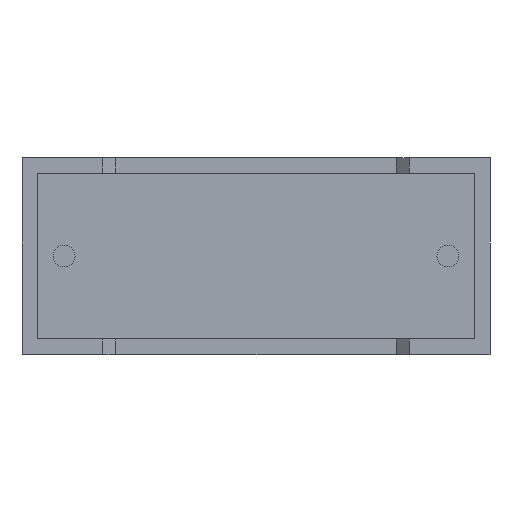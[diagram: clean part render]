
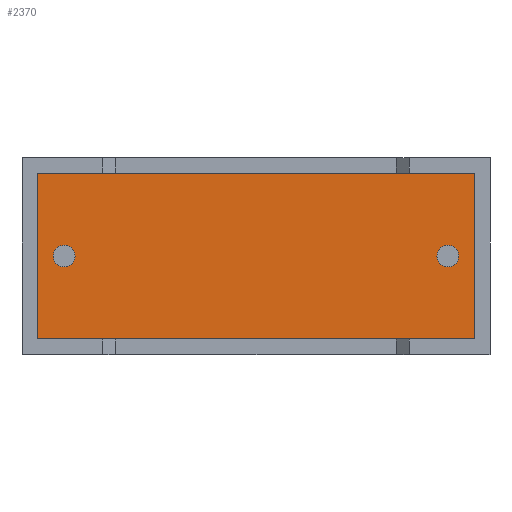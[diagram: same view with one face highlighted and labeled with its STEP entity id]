
A CAD part, front view. The second image highlights one B-rep face of the part: STEP entity #2370.
In plain terms, the highlighted planar face has unit normal (0, -1, 0).
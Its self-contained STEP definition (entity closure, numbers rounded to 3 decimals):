
#55 = CARTESIAN_POINT ( 'NONE',  ( 0.61, 0.75, 0.61 ) ) ;
#59 = FACE_OUTER_BOUND ( 'NONE', #2094, .T. ) ;
#166 = VECTOR ( 'NONE', #2950, 1000. ) ;
#194 = VERTEX_POINT ( 'NONE', #1377 ) ;
#234 = VERTEX_POINT ( 'NONE', #1773 ) ;
#259 = VERTEX_POINT ( 'NONE', #2736 ) ;
#291 = VERTEX_POINT ( 'NONE', #2356 ) ;
#373 = AXIS2_PLACEMENT_3D ( 'NONE', #2302, #1607, #2529 ) ;
#398 = ORIENTED_EDGE ( 'NONE', *, *, #1684, .F. ) ;
#485 = VERTEX_POINT ( 'NONE', #2746 ) ;
#509 = VECTOR ( 'NONE', #2568, 1000. ) ;
#690 = EDGE_CURVE ( 'NONE', #194, #234, #1896, .T. ) ;
#833 = DIRECTION ( 'NONE',  ( 0., -1., 0. ) ) ;
#878 = CIRCLE ( 'NONE', #373, 0.425 ) ;
#901 = VERTEX_POINT ( 'NONE', #1299 ) ;
#952 = EDGE_LOOP ( 'NONE', ( #1698, #2410 ) ) ;
#990 = PLANE ( 'NONE',  #1668 ) ;
#1003 = CARTESIAN_POINT ( 'NONE',  ( 0.61, 0.75, 7.09 ) ) ;
#1018 = CARTESIAN_POINT ( 'NONE',  ( 16.65, 0.75, 3.85 ) ) ;
#1099 = CARTESIAN_POINT ( 'NONE',  ( 17.69, 0.75, 0.61 ) ) ;
#1131 = DIRECTION ( 'NONE',  ( -1., 0., 0. ) ) ;
#1151 = DIRECTION ( 'NONE',  ( 0., -1., 0. ) ) ;
#1188 = VERTEX_POINT ( 'NONE', #1524 ) ;
#1247 = VERTEX_POINT ( 'NONE', #1493 ) ;
#1278 = AXIS2_PLACEMENT_3D ( 'NONE', #1345, #1151, #2766 ) ;
#1299 = CARTESIAN_POINT ( 'NONE',  ( 0.61, 0.75, 7.09 ) ) ;
#1345 = CARTESIAN_POINT ( 'NONE',  ( 16.65, 0.75, 3.85 ) ) ;
#1377 = CARTESIAN_POINT ( 'NONE',  ( 1.65, 0.75, 3.425 ) ) ;
#1492 = DIRECTION ( 'NONE',  ( 0., 0., -1. ) ) ;
#1493 = CARTESIAN_POINT ( 'NONE',  ( 0.61, 0.75, 0.61 ) ) ;
#1500 = FACE_BOUND ( 'NONE', #952, .T. ) ;
#1524 = CARTESIAN_POINT ( 'NONE',  ( 16.65, 0.75, 3.425 ) ) ;
#1556 = DIRECTION ( 'NONE',  ( 0., -1., 0. ) ) ;
#1607 = DIRECTION ( 'NONE',  ( 0., -1., 0. ) ) ;
#1608 = ORIENTED_EDGE ( 'NONE', *, *, #1650, .T. ) ;
#1647 = LINE ( 'NONE', #1003, #509 ) ;
#1650 = EDGE_CURVE ( 'NONE', #901, #1247, #1647, .T. ) ;
#1668 = AXIS2_PLACEMENT_3D ( 'NONE', #2916, #1556, #2903 ) ;
#1684 = EDGE_CURVE ( 'NONE', #1188, #485, #2238, .T. ) ;
#1698 = ORIENTED_EDGE ( 'NONE', *, *, #2149, .F. ) ;
#1735 = ORIENTED_EDGE ( 'NONE', *, *, #1740, .T. ) ;
#1740 = EDGE_CURVE ( 'NONE', #259, #291, #2690, .T. ) ;
#1773 = CARTESIAN_POINT ( 'NONE',  ( 1.65, 0.75, 4.275 ) ) ;
#1892 = EDGE_CURVE ( 'NONE', #1247, #259, #2858, .T. ) ;
#1896 = CIRCLE ( 'NONE', #2378, 0.425 ) ;
#2023 = ORIENTED_EDGE ( 'NONE', *, *, #2214, .F. ) ;
#2094 = EDGE_LOOP ( 'NONE', ( #1608, #3057, #1735, #3022 ) ) ;
#2149 = EDGE_CURVE ( 'NONE', #234, #194, #878, .T. ) ;
#2168 = DIRECTION ( 'NONE',  ( 0., -1., 0. ) ) ;
#2195 = CIRCLE ( 'NONE', #1278, 0.425 ) ;
#2214 = EDGE_CURVE ( 'NONE', #485, #1188, #2195, .T. ) ;
#2238 = CIRCLE ( 'NONE', #2623, 0.425 ) ;
#2282 = LINE ( 'NONE', #3044, #2634 ) ;
#2302 = CARTESIAN_POINT ( 'NONE',  ( 1.65, 0.75, 3.85 ) ) ;
#2356 = CARTESIAN_POINT ( 'NONE',  ( 17.69, 0.75, 7.09 ) ) ;
#2370 = ADVANCED_FACE ( 'NONE', ( #2836, #59, #1500 ), #990, .T. ) ;
#2378 = AXIS2_PLACEMENT_3D ( 'NONE', #2411, #833, #1492 ) ;
#2410 = ORIENTED_EDGE ( 'NONE', *, *, #690, .F. ) ;
#2411 = CARTESIAN_POINT ( 'NONE',  ( 1.65, 0.75, 3.85 ) ) ;
#2439 = VECTOR ( 'NONE', #2601, 1000. ) ;
#2504 = EDGE_LOOP ( 'NONE', ( #2023, #398 ) ) ;
#2529 = DIRECTION ( 'NONE',  ( 0., 0., -1. ) ) ;
#2558 = EDGE_CURVE ( 'NONE', #291, #901, #2282, .T. ) ;
#2568 = DIRECTION ( 'NONE',  ( 0., 0., -1. ) ) ;
#2601 = DIRECTION ( 'NONE',  ( 1., 0., 0. ) ) ;
#2623 = AXIS2_PLACEMENT_3D ( 'NONE', #1018, #2168, #2795 ) ;
#2634 = VECTOR ( 'NONE', #1131, 1000. ) ;
#2690 = LINE ( 'NONE', #1099, #166 ) ;
#2736 = CARTESIAN_POINT ( 'NONE',  ( 17.69, 0.75, 0.61 ) ) ;
#2746 = CARTESIAN_POINT ( 'NONE',  ( 16.65, 0.75, 4.275 ) ) ;
#2766 = DIRECTION ( 'NONE',  ( 0., 0., -1. ) ) ;
#2795 = DIRECTION ( 'NONE',  ( 0., 0., -1. ) ) ;
#2836 = FACE_BOUND ( 'NONE', #2504, .T. ) ;
#2858 = LINE ( 'NONE', #55, #2439 ) ;
#2903 = DIRECTION ( 'NONE',  ( 0., 0., -1. ) ) ;
#2916 = CARTESIAN_POINT ( 'NONE',  ( 0., 0.75, 0. ) ) ;
#2950 = DIRECTION ( 'NONE',  ( 0., 0., 1. ) ) ;
#3022 = ORIENTED_EDGE ( 'NONE', *, *, #2558, .T. ) ;
#3044 = CARTESIAN_POINT ( 'NONE',  ( 17.69, 0.75, 7.09 ) ) ;
#3057 = ORIENTED_EDGE ( 'NONE', *, *, #1892, .T. ) ;
